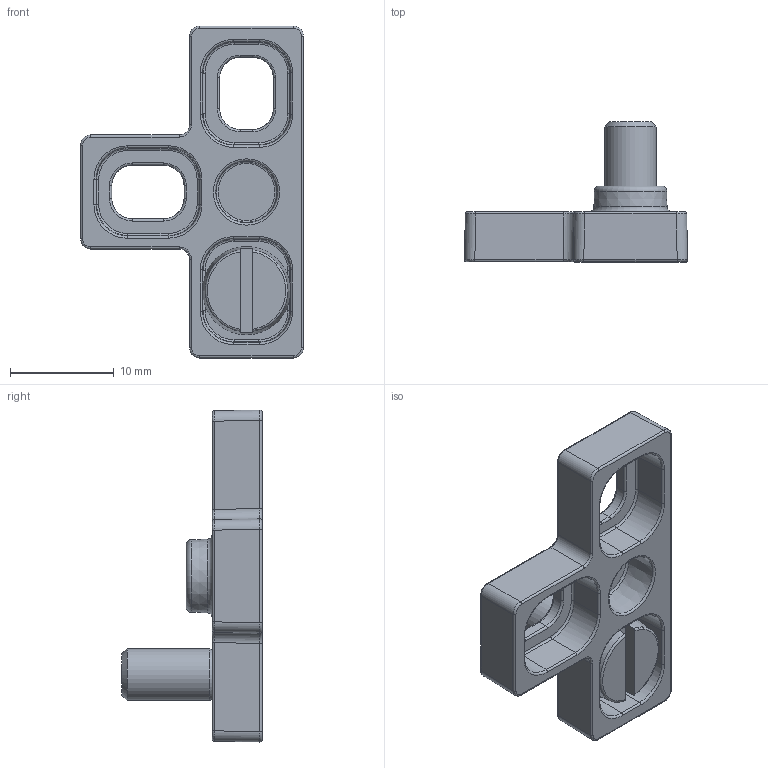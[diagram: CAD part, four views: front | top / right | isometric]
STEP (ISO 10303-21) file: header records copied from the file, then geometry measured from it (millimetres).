
FILE_DESCRIPTION(/* description */ (''),/* implementation_level */ '2;1');
FILE_NAME(/* name */ '0313000015 - Wandl.-Satz WL, ab Geh. MBM-MBT 0808 neue Vers Set.stp',/* time_stamp */ '2017-02-07T12:38:09+01:00',/* author */ ('robin.rentz'),/* organization */ (''),/* preprocessor_version */ 'ST-DEVELOPER v16.5',/* originating_system */ 'Autodesk Inventor 2017',/* authorisation */ '');
FILE_SCHEMA (('AUTOMOTIVE_DESIGN { 1 0 10303 214 3 1 1 }'));
Length unit declared in the file: millimetre
Products named in the file (3): 0313000015 - Wandl.-Satz WL, ab Geh. MBM-MBT 0808 neue Vers Set; Aussenlasche PC; ISO 1207  - M5 x 10
Assembly tree (2 placements, depth 2):
  0313000015 - Wandl.-Satz WL, ab Geh. MBM-MBT 0808 neue Vers Set
    Aussenlasche PC
    ISO 1207  - M5 x 10
Bounding box: 21.49 x 13.5 x 31.99 mm (x, y, z)
Volume: 1640.8 mm3; surface area: 2055.1 mm2
Topology: 2 solids, 2 shells, 219 faces, 492 edges, 283 vertices
Faces by surface type: cylinder 98, bspline 64, plane 46, torus 6, cone 5
Full cylindrical faces by diameter (mm): 4.51 x1, 5 x1
Entity records: 7442 total; most frequent: CARTESIAN_POINT 2522, DIRECTION 1080, ORIENTED_EDGE 960, EDGE_CURVE 480, AXIS2_PLACEMENT_3D 440, VERTEX_POINT 282, EDGE_LOOP 242, FACE_OUTER_BOUND 219
